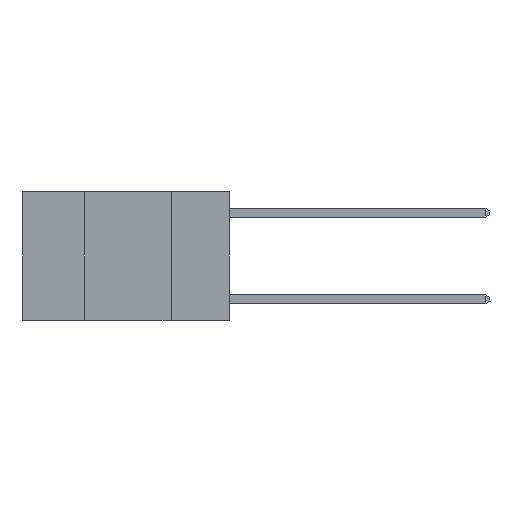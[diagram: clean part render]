
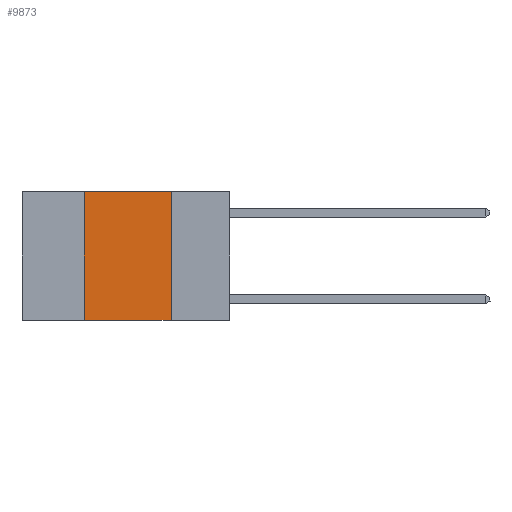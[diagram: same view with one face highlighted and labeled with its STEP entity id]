
A CAD part, left-side view. The second image highlights one B-rep face of the part: STEP entity #9873.
In plain terms, the highlighted planar face has unit normal (-1, 0, 0).
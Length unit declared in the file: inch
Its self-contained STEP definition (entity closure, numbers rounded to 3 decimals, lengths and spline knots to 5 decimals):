
#361 = CARTESIAN_POINT ( 'NONE',  ( 0., 0.17, -0.37 ) ) ;
#750 = VECTOR ( 'NONE', #9024, 39.37008 ) ;
#1737 = ORIENTED_EDGE ( 'NONE', *, *, #10876, .F. ) ;
#3266 = CARTESIAN_POINT ( 'NONE',  ( 0., 0.17, 0. ) ) ;
#3336 = DIRECTION ( 'NONE',  ( 0., 0., 1. ) ) ;
#4315 = EDGE_CURVE ( 'NONE', #16715, #12415, #22538, .T. ) ;
#4731 = LINE ( 'NONE', #16206, #10305 ) ;
#6502 = VECTOR ( 'NONE', #12581, 39.37008 ) ;
#6673 = PLANE ( 'NONE',  #11580 ) ;
#6756 = VERTEX_POINT ( 'NONE', #11981 ) ;
#7247 = CARTESIAN_POINT ( 'NONE',  ( 0., 0.6, 0. ) ) ;
#7395 = FACE_OUTER_BOUND ( 'NONE', #9791, .T. ) ;
#8119 = EDGE_CURVE ( 'NONE', #12415, #6756, #20463, .T. ) ;
#8476 = ORIENTED_EDGE ( 'NONE', *, *, #23455, .T. ) ;
#8549 = DIRECTION ( 'NONE',  ( 0., 0., -1. ) ) ;
#9024 = DIRECTION ( 'NONE',  ( 0., -1., 0. ) ) ;
#9791 = EDGE_LOOP ( 'NONE', ( #1737, #23366, #18889, #8476 ) ) ;
#9873 = ADVANCED_FACE ( 'NONE', ( #7395 ), #6673, .F. ) ;
#10305 = VECTOR ( 'NONE', #18044, 39.37008 ) ;
#10775 = CARTESIAN_POINT ( 'NONE',  ( 0., 0.42, 0. ) ) ;
#10876 = EDGE_CURVE ( 'NONE', #6756, #22338, #21820, .T. ) ;
#11344 = CARTESIAN_POINT ( 'NONE',  ( 0., 0.42, -0.37 ) ) ;
#11376 = CARTESIAN_POINT ( 'NONE',  ( 0., 0.42, 0. ) ) ;
#11580 = AXIS2_PLACEMENT_3D ( 'NONE', #19539, #19606, #8549 ) ;
#11981 = CARTESIAN_POINT ( 'NONE',  ( 0., 0.17, 0. ) ) ;
#12415 = VERTEX_POINT ( 'NONE', #11376 ) ;
#12581 = DIRECTION ( 'NONE',  ( 0., 0., -1. ) ) ;
#16206 = CARTESIAN_POINT ( 'NONE',  ( 0., 0.6, -0.37 ) ) ;
#16715 = VERTEX_POINT ( 'NONE', #11344 ) ;
#17677 = VECTOR ( 'NONE', #3336, 39.37008 ) ;
#18044 = DIRECTION ( 'NONE',  ( 0., -1., 0. ) ) ;
#18889 = ORIENTED_EDGE ( 'NONE', *, *, #4315, .F. ) ;
#19539 = CARTESIAN_POINT ( 'NONE',  ( 0., 0.6, 0. ) ) ;
#19606 = DIRECTION ( 'NONE',  ( 1., 0., 0. ) ) ;
#20463 = LINE ( 'NONE', #7247, #750 ) ;
#21820 = LINE ( 'NONE', #3266, #6502 ) ;
#22338 = VERTEX_POINT ( 'NONE', #361 ) ;
#22538 = LINE ( 'NONE', #10775, #17677 ) ;
#23366 = ORIENTED_EDGE ( 'NONE', *, *, #8119, .F. ) ;
#23455 = EDGE_CURVE ( 'NONE', #16715, #22338, #4731, .T. ) ;
